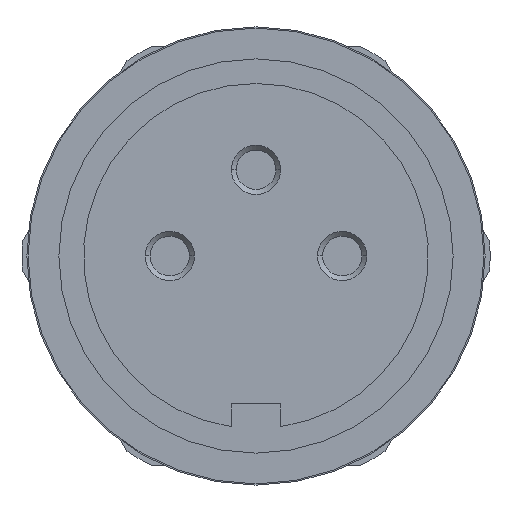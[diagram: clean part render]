
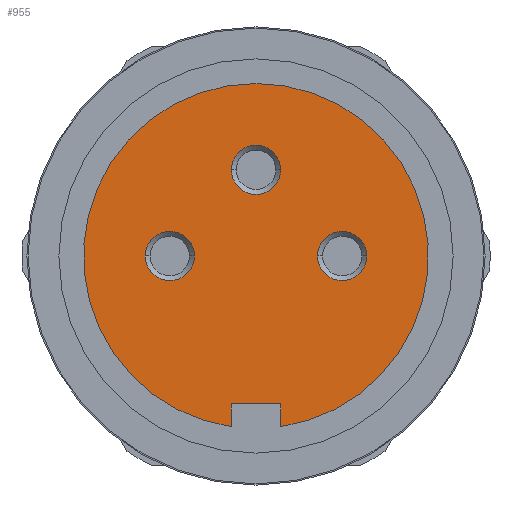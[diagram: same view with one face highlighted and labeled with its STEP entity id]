
A CAD part, front view. The second image highlights one B-rep face of the part: STEP entity #955.
In plain terms, the highlighted planar face has unit normal (0, -1, 0).
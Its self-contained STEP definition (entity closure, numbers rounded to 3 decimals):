
#217=CARTESIAN_POINT('',(0.,-31.,7.));
#218=VERTEX_POINT('',#217);
#227=CARTESIAN_POINT('',(1.0,-31.0,-6.928));
#228=VERTEX_POINT('',#227);
#229=CARTESIAN_POINT('',(0.0,-31.,0.));
#230=DIRECTION('',(0.0,1.0,0.0));
#231=DIRECTION('',(0.0,0.0,1.0));
#232=AXIS2_PLACEMENT_3D('',#229,#230,#231);
#233=CIRCLE('',#232,7.);
#234=EDGE_CURVE('',#218,#228,#233,.T.);
#639=CARTESIAN_POINT('',(-2.5,-31.,0.));
#640=VERTEX_POINT('',#639);
#648=CARTESIAN_POINT('',(-4.5,-31.,0.));
#649=VERTEX_POINT('',#648);
#656=CARTESIAN_POINT('',(-3.5,-31.,0.));
#657=DIRECTION('',(0.0,-1.0,0.0));
#658=DIRECTION('',(1.0,0.0,0.0));
#659=AXIS2_PLACEMENT_3D('',#656,#657,#658);
#660=CIRCLE('',#659,1.);
#661=EDGE_CURVE('',#649,#640,#660,.T.);
#713=CARTESIAN_POINT('',(1.,-31.,3.5));
#714=VERTEX_POINT('',#713);
#722=CARTESIAN_POINT('',(-1.,-31.,3.5));
#723=VERTEX_POINT('',#722);
#730=CARTESIAN_POINT('',(0.0,-31.,3.5));
#731=DIRECTION('',(0.0,-1.0,0.0));
#732=DIRECTION('',(1.0,0.0,0.0));
#733=AXIS2_PLACEMENT_3D('',#730,#731,#732);
#734=CIRCLE('',#733,1.);
#735=EDGE_CURVE('',#723,#714,#734,.T.);
#787=CARTESIAN_POINT('',(4.5,-31.,0.));
#788=VERTEX_POINT('',#787);
#796=CARTESIAN_POINT('',(2.5,-31.,0.));
#797=VERTEX_POINT('',#796);
#804=CARTESIAN_POINT('',(3.5,-31.,0.));
#805=DIRECTION('',(0.0,-1.0,0.0));
#806=DIRECTION('',(1.0,0.0,0.0));
#807=AXIS2_PLACEMENT_3D('',#804,#805,#806);
#808=CIRCLE('',#807,1.);
#809=EDGE_CURVE('',#797,#788,#808,.T.);
#828=CARTESIAN_POINT('',(1.0,-31.0,-6.));
#829=VERTEX_POINT('',#828);
#830=CARTESIAN_POINT('',(1.0,-31.0,-6.));
#831=DIRECTION('',(0.0,0.0,-1.0));
#832=VECTOR('',#831,0.928);
#833=LINE('',#830,#832);
#834=EDGE_CURVE('',#829,#228,#833,.T.);
#859=CARTESIAN_POINT('',(-1.0,-31.0,-6.));
#860=VERTEX_POINT('',#859);
#861=CARTESIAN_POINT('',(-1.0,-31.0,-6.));
#862=DIRECTION('',(1.0,0.0,0.0));
#863=VECTOR('',#862,2.0);
#864=LINE('',#861,#863);
#865=EDGE_CURVE('',#860,#829,#864,.T.);
#890=CARTESIAN_POINT('',(-1.0,-31.0,-6.928));
#891=VERTEX_POINT('',#890);
#892=CARTESIAN_POINT('',(-1.0,-31.0,-6.928));
#893=DIRECTION('',(0.0,0.0,1.0));
#894=VECTOR('',#893,0.928);
#895=LINE('',#892,#894);
#896=EDGE_CURVE('',#891,#860,#895,.T.);
#907=CARTESIAN_POINT('',(0.0,-31.,3.5));
#908=DIRECTION('',(0.0,-1.0,0.0));
#909=DIRECTION('',(0.0,0.0,-1.0));
#910=AXIS2_PLACEMENT_3D('',#907,#908,#909);
#911=PLANE('',#910);
#912=ORIENTED_EDGE('',*,*,#896,.T.);
#913=ORIENTED_EDGE('',*,*,#865,.T.);
#914=ORIENTED_EDGE('',*,*,#834,.T.);
#915=ORIENTED_EDGE('',*,*,#234,.F.);
#916=CARTESIAN_POINT('',(0.0,-31.,0.));
#917=DIRECTION('',(0.0,1.0,0.0));
#918=DIRECTION('',(0.0,0.0,1.0));
#919=AXIS2_PLACEMENT_3D('',#916,#917,#918);
#920=CIRCLE('',#919,7.);
#921=EDGE_CURVE('',#891,#218,#920,.T.);
#922=ORIENTED_EDGE('',*,*,#921,.F.);
#923=EDGE_LOOP('',(#912,#913,#914,#915,#922));
#924=FACE_OUTER_BOUND('',#923,.T.);
#925=ORIENTED_EDGE('',*,*,#809,.F.);
#926=CARTESIAN_POINT('',(3.5,-31.,0.));
#927=DIRECTION('',(0.0,-1.0,0.0));
#928=DIRECTION('',(1.0,0.0,0.0));
#929=AXIS2_PLACEMENT_3D('',#926,#927,#928);
#930=CIRCLE('',#929,1.);
#931=EDGE_CURVE('',#788,#797,#930,.T.);
#932=ORIENTED_EDGE('',*,*,#931,.F.);
#933=EDGE_LOOP('',(#925,#932));
#934=FACE_BOUND('',#933,.T.);
#935=ORIENTED_EDGE('',*,*,#661,.F.);
#936=CARTESIAN_POINT('',(-3.5,-31.,0.));
#937=DIRECTION('',(0.0,-1.0,0.0));
#938=DIRECTION('',(1.0,0.0,0.0));
#939=AXIS2_PLACEMENT_3D('',#936,#937,#938);
#940=CIRCLE('',#939,1.);
#941=EDGE_CURVE('',#640,#649,#940,.T.);
#942=ORIENTED_EDGE('',*,*,#941,.F.);
#943=EDGE_LOOP('',(#935,#942));
#944=FACE_BOUND('',#943,.T.);
#945=ORIENTED_EDGE('',*,*,#735,.F.);
#946=CARTESIAN_POINT('',(0.0,-31.,3.5));
#947=DIRECTION('',(0.0,-1.0,0.0));
#948=DIRECTION('',(1.0,0.0,0.0));
#949=AXIS2_PLACEMENT_3D('',#946,#947,#948);
#950=CIRCLE('',#949,1.);
#951=EDGE_CURVE('',#714,#723,#950,.T.);
#952=ORIENTED_EDGE('',*,*,#951,.F.);
#953=EDGE_LOOP('',(#945,#952));
#954=FACE_BOUND('',#953,.T.);
#955=ADVANCED_FACE('',(#924,#934,#944,#954),#911,.T.);
